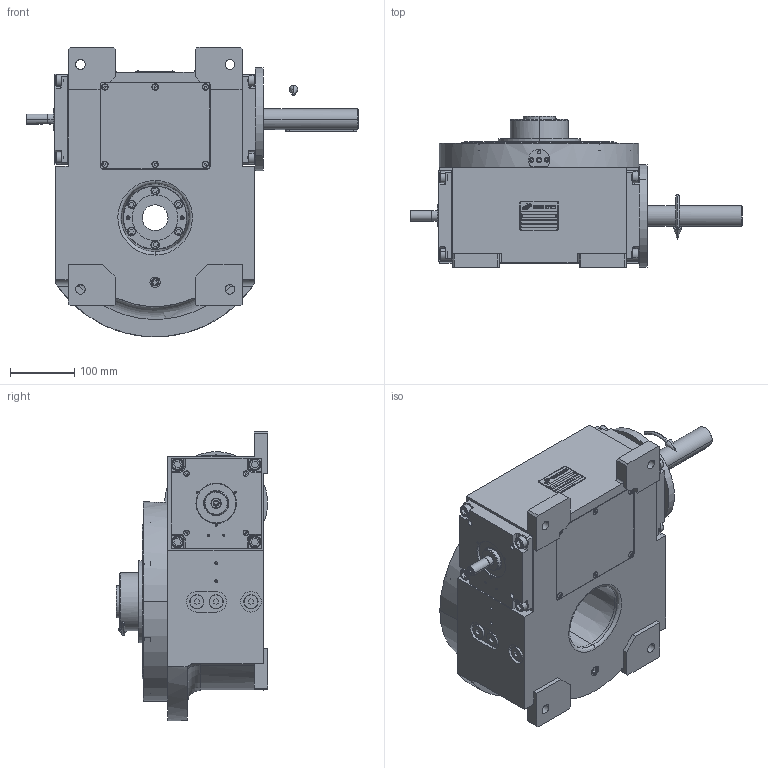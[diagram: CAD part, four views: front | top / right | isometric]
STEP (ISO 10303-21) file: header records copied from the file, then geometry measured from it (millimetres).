
FILE_DESCRIPTION (( 'STEP AP214' ), '1' );
FILE_NAME ('PC5200367.step', '2024-06-17T11:49:09', ( '' ), ( '' ), 'SwSTEP 2.0', 'SolidWorks 2020', '' );
FILE_SCHEMA (( 'AUTOMOTIVE_DESIGN' ));
Length unit declared in the file: millimetre
Products named in the file (86): cfn2000_01_126; PC5200367; cfn2115_02_145; cfn2104_01_018; 900_38_30_003; cfn2000_01_099; cfn2155_01_095; cfn2115_02_057; cfn2000_01_081; cfn2151_01_167; cfn2104_01_005; olio_agip_blasia_150; cfn2070_05_009; cfn2003_01_054; cfn2128_19_002; cfn2151_01_170; rig09_003_12; cfn2000_01_161; RIG09_021_AF0.stp; CFN2223_02_003.stp; rig09_071_12_m.stp; rig09_010_s_001; AS_cfn2476_01_002_60x46; rig09_004; AS_rig09_071_12_m; CFN2223_02_004.stp; AS_rig09_014; rig09_002_bl_008; AS_900_38_30_003; cfn2476_01_002_60x46; cfn2276_01_056; cfn2128_04_002; cfn2155_01_196; CFN2203_02_002.stp; AS_rig09_016; cfn2107_01_001; cfn2205_01_015; rig09_001_a; rig09_014; AS_rig09_002_bl_008 ...
Assembly tree (74 placements, depth 5):
  PC5200367
    rig09_001_a
    AS_cfn2476_01_002_60x46
      cfn2476_01_002_60x46
      cfn2107_01_001
      cfn2107_01_001
    AS_rig09_071_12_m
      rig09_071_12_m.stp
        RIG09_005_ASM.stp
          RIG09_005_AF0.stp
          RIG09_021_AF0.stp
          CFN2000_01_185.stp
          CFN2000_01_185.stp
          CFN2104_02_018.stp
        CFN2155_01_195.stp
        CFN2010_02_002.stp
      rig09_003_12
      cfn2000_01_099
      cfn2000_01_099
      cfn2000_01_099
      cfn2000_01_099
      cfn2000_01_099
      cfn2000_01_099
      cfn2000_01_099
      cfn2000_01_099
      cfn2104_01_018  x2
    AS_rig09_014
      rig09_014
      cfn2000_01_126
      cfn2000_01_126
      cfn2000_01_126
      cfn2000_01_126
      cfn2000_01_126
      cfn2000_01_126
      cfn2104_01_005
      cfn2155_01_196
      cfn2104_01_005
    AS_rig09_004
      rig09_004
      cfn2000_01_081
      cfn2155_01_095
      cfn2070_05_009
      cfn2000_01_081
      cfn2000_01_081
      cfn2000_01_081
    AS_rig09_004
      rig09_004
      cfn2000_01_081
      cfn2155_01_095
      cfn2070_05_009
      cfn2000_01_081
      cfn2000_01_081
      cfn2000_01_081
    AS_rig09_002_bl_008
      rig09_002_bl_008
      cfn2115_02_145
    rig09_010_s_001
    cfn2128_04_002  x3
    cfn2128_19_002
    AS_rig09_016
Bounding box: 515.5 x 235 x 450 mm (x, y, z)
Volume: 5271068.1 mm3; surface area: 1295898 mm2
Topology: 65 solids, 65 shells, 2035 faces, 5004 edges, 3205 vertices
Faces by surface type: plane 1035, cylinder 653, cone 314, torus 27, sphere 4, bspline 2
Entity records: 65042 total; most frequent: CARTESIAN_POINT 13922, DIRECTION 10157, ORIENTED_EDGE 9672, EDGE_CURVE 4836, AXIS2_PLACEMENT_3D 3507, VERTEX_POINT 3144, LINE 3143, VECTOR 3143
